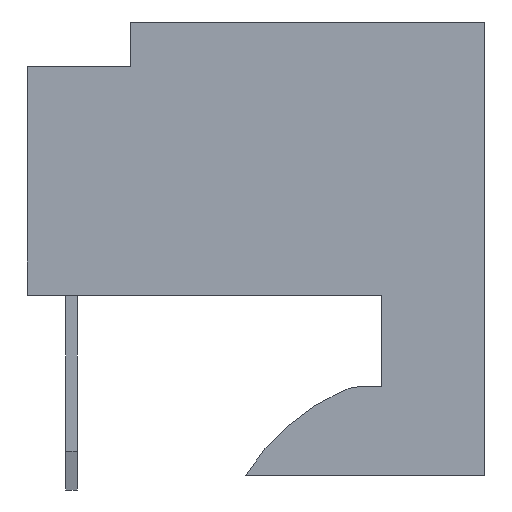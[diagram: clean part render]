
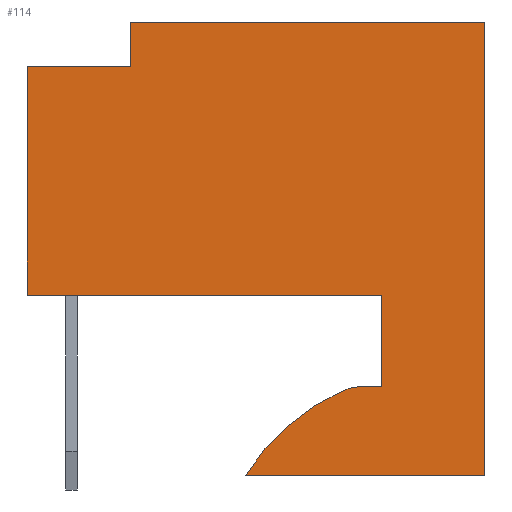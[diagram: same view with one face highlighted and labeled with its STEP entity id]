
A CAD part, left-side view. The second image highlights one B-rep face of the part: STEP entity #114.
In plain terms, the highlighted planar face has unit normal (-1, 0, 0).
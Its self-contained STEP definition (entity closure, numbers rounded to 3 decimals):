
#114=ADVANCED_FACE('',(#416),#5288,.T.);
#416=FACE_OUTER_BOUND('',#718,.T.);
#718=EDGE_LOOP('',(#1044,#1045,#1046,#1047,#1048,#1049,#1050,#1051,#1052,
#1053,#1054));
#1044=ORIENTED_EDGE('',*,*,#2740,.F.);
#1045=ORIENTED_EDGE('',*,*,#2739,.F.);
#1046=ORIENTED_EDGE('',*,*,#2738,.F.);
#1047=ORIENTED_EDGE('',*,*,#2737,.F.);
#1048=ORIENTED_EDGE('',*,*,#2736,.F.);
#1049=ORIENTED_EDGE('',*,*,#2735,.F.);
#1050=ORIENTED_EDGE('',*,*,#2734,.F.);
#1051=ORIENTED_EDGE('',*,*,#2733,.F.);
#1052=ORIENTED_EDGE('',*,*,#3113,.F.);
#1053=ORIENTED_EDGE('',*,*,#2757,.F.);
#1054=ORIENTED_EDGE('',*,*,#2732,.F.);
#2732=EDGE_CURVE('',#4668,#4669,#3874,.T.);
#2733=EDGE_CURVE('',#4671,#4672,#3875,.T.);
#2734=EDGE_CURVE('',#4672,#4673,#3876,.T.);
#2735=EDGE_CURVE('',#4673,#4674,#3877,.T.);
#2736=EDGE_CURVE('',#4674,#4675,#3878,.T.);
#2737=EDGE_CURVE('',#4675,#4676,#3879,.T.);
#2738=EDGE_CURVE('',#4676,#4677,#3880,.T.);
#2739=EDGE_CURVE('',#4677,#4678,#3881,.T.);
#2740=EDGE_CURVE('',#4678,#4668,#3882,.T.);
#2757=EDGE_CURVE('',#4669,#4670,#3645,.T.);
#3113=EDGE_CURVE('',#4670,#4671,#3661,.T.);
#3645=TRIMMED_CURVE($,#3761,(#6942),(#6943),.T.,.CARTESIAN.);
#3661=TRIMMED_CURVE($,#3777,(#7670),(#7671),.T.,.CARTESIAN.);
#3761=CIRCLE('',#5683,3.81);
#3777=CIRCLE('',#5699,0.762);
#3874=B_SPLINE_CURVE_WITH_KNOTS('',1,(#6888,#6889),.UNSPECIFIED.,.F.,.F.,
(2,2),(0.,0.162),.UNSPECIFIED.);
#3875=B_SPLINE_CURVE_WITH_KNOTS('',1,(#6890,#6891),.UNSPECIFIED.,.F.,.F.,
(2,2),(0.,0.014),.UNSPECIFIED.);
#3876=B_SPLINE_CURVE_WITH_KNOTS('',1,(#6892,#6893),.UNSPECIFIED.,.F.,.F.,
(2,2),(0.,0.062),.UNSPECIFIED.);
#3877=B_SPLINE_CURVE_WITH_KNOTS('',1,(#6894,#6895),.UNSPECIFIED.,.F.,.F.,
(2,2),(0.,0.24),.UNSPECIFIED.);
#3878=B_SPLINE_CURVE_WITH_KNOTS('',1,(#6896,#6897),.UNSPECIFIED.,.F.,.F.,
(2,2),(0.,0.155),.UNSPECIFIED.);
#3879=B_SPLINE_CURVE_WITH_KNOTS('',1,(#6898,#6899),.UNSPECIFIED.,.F.,.F.,
(2,2),(0.,0.07),.UNSPECIFIED.);
#3880=B_SPLINE_CURVE_WITH_KNOTS('',1,(#6900,#6901),.UNSPECIFIED.,.F.,.F.,
(2,2),(0.,0.03),.UNSPECIFIED.);
#3881=B_SPLINE_CURVE_WITH_KNOTS('',1,(#6902,#6903),.UNSPECIFIED.,.F.,.F.,
(2,2),(0.,0.24),.UNSPECIFIED.);
#3882=B_SPLINE_CURVE_WITH_KNOTS('',1,(#6904,#6905),.UNSPECIFIED.,.F.,.F.,
(2,2),(0.,0.307),.UNSPECIFIED.);
#4668=VERTEX_POINT('',#6638);
#4669=VERTEX_POINT('',#6639);
#4670=VERTEX_POINT('',#6640);
#4671=VERTEX_POINT('',#6641);
#4672=VERTEX_POINT('',#6642);
#4673=VERTEX_POINT('',#6643);
#4674=VERTEX_POINT('',#6644);
#4675=VERTEX_POINT('',#6645);
#4676=VERTEX_POINT('',#6646);
#4677=VERTEX_POINT('',#6647);
#4678=VERTEX_POINT('',#6648);
#5288=PLANE('',#5552);
#5552=AXIS2_PLACEMENT_3D('',#6510,#5973,$);
#5683=AXIS2_PLACEMENT_3D($,#6941,#6107,#6108);
#5699=AXIS2_PLACEMENT_3D($,#7669,#6139,#6140);
#5973=DIRECTION('',(-1.,0.,0.));
#6107=DIRECTION('',(1.,0.,0.));
#6108=DIRECTION('',(0.,0.847,0.531));
#6139=DIRECTION('',(1.,0.,0.));
#6140=DIRECTION('',(0.,0.405,0.914));
#6510=CARTESIAN_POINT('',(-1.219,-19.987,-19.135));
#6638=CARTESIAN_POINT('',(-1.219,-3.937,-3.093));
#6639=CARTESIAN_POINT('',(-1.219,0.18,-3.093));
#6640=CARTESIAN_POINT('',(-1.219,-1.503,-1.634));
#6641=CARTESIAN_POINT('',(-1.219,-1.812,-1.569));
#6642=CARTESIAN_POINT('',(-1.219,-2.159,-1.569));
#6643=CARTESIAN_POINT('',(-1.219,-2.159,0.006));
#6644=CARTESIAN_POINT('',(-1.219,3.937,0.006));
#6645=CARTESIAN_POINT('',(-1.219,3.937,3.943));
#6646=CARTESIAN_POINT('',(-1.219,2.159,3.943));
#6647=CARTESIAN_POINT('',(-1.219,2.159,4.705));
#6648=CARTESIAN_POINT('',(-1.219,-3.937,4.705));
#6888=CARTESIAN_POINT('',(-1.219,-3.937,-3.093));
#6889=CARTESIAN_POINT('',(-1.219,0.18,-3.093));
#6890=CARTESIAN_POINT('',(-1.219,-1.812,-1.569));
#6891=CARTESIAN_POINT('',(-1.219,-2.159,-1.569));
#6892=CARTESIAN_POINT('',(-1.219,-2.159,-1.569));
#6893=CARTESIAN_POINT('',(-1.219,-2.159,0.006));
#6894=CARTESIAN_POINT('',(-1.219,-2.159,0.006));
#6895=CARTESIAN_POINT('',(-1.219,3.937,0.006));
#6896=CARTESIAN_POINT('',(-1.219,3.937,0.006));
#6897=CARTESIAN_POINT('',(-1.219,3.937,3.943));
#6898=CARTESIAN_POINT('',(-1.219,3.937,3.943));
#6899=CARTESIAN_POINT('',(-1.219,2.159,3.943));
#6900=CARTESIAN_POINT('',(-1.219,2.159,3.943));
#6901=CARTESIAN_POINT('',(-1.219,2.159,4.705));
#6902=CARTESIAN_POINT('',(-1.219,2.159,4.705));
#6903=CARTESIAN_POINT('',(-1.219,-3.937,4.705));
#6904=CARTESIAN_POINT('',(-1.219,-3.937,4.705));
#6905=CARTESIAN_POINT('',(-1.219,-3.937,-3.093));
#6941=CARTESIAN_POINT('',(-1.219,-3.048,-5.117));
#6942=CARTESIAN_POINT('',(-1.219,0.18,-3.093));
#6943=CARTESIAN_POINT('',(-1.219,-1.503,-1.634));
#7669=CARTESIAN_POINT('',(-1.219,-1.812,-2.331));
#7670=CARTESIAN_POINT('',(-1.219,-1.503,-1.634));
#7671=CARTESIAN_POINT('',(-1.219,-1.812,-1.569));
